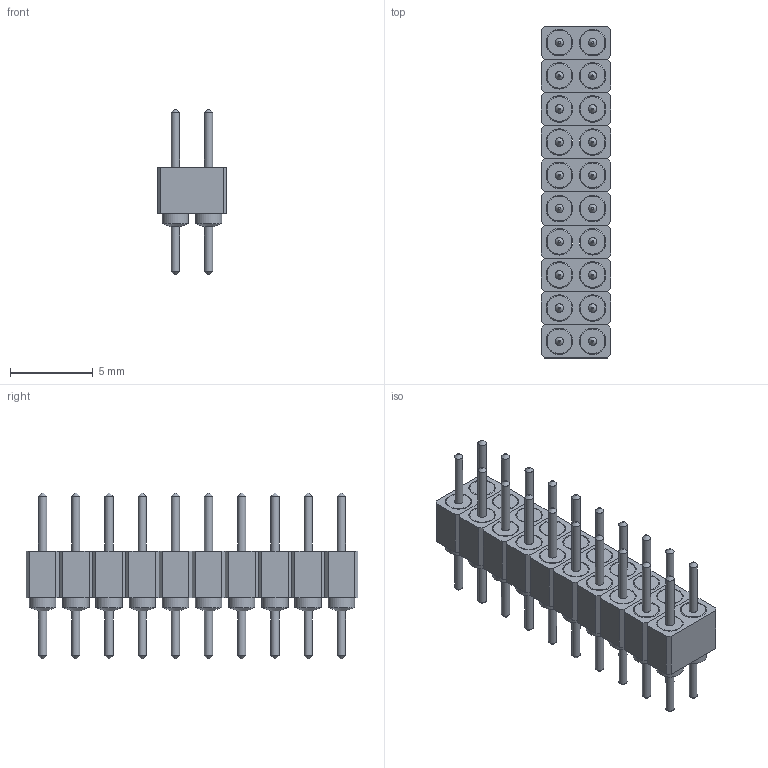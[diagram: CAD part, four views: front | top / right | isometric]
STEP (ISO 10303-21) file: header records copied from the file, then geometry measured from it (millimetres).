
FILE_DESCRIPTION(('FreeCAD Model'),'2;1');
FILE_NAME('Open CASCADE Shape Model','2025-04-20T16:06:29',(''),(''), 'Open CASCADE STEP processor 7.7','FreeCAD','Unknown');
FILE_SCHEMA(('AUTOMOTIVE_DESIGN { 1 0 10303 214 1 1 1 1 }'));
Length unit declared in the file: millimetre
Products named in the file (41): Header_male_2x6_2mm; LinkGroup009; Body027; Body028; Body029; LinkGroup006; Body018; Body019; Body020; LinkGroup007; Body021; Body022; Body023; LinkGroup008; Body024; Body025; Body026; LinkGroup005; Body015; Body016; Body017; LinkGroup004; Body012; Body013; Body014; LinkGroup003; Body009; Body010; Body011; LinkGroup002; Body006; Body007; Body008; LinkGroup001; Body003; Body004; Body005; LinkGroup; Body; Body001 ...
Assembly tree (40 placements, depth 3):
  Header_male_2x6_2mm
    LinkGroup009
      Body027
      Body028
      Body029
    LinkGroup006
      Body018
      Body019
      Body020
    LinkGroup007
      Body021
      Body022
      Body023
    LinkGroup008
      Body024
      Body025
      Body026
    LinkGroup005
      Body015
      Body016
      Body017
    LinkGroup004
      Body012
      Body013
      Body014
    LinkGroup003
      Body009
      Body010
      Body011
    LinkGroup002
      Body006
      Body007
      Body008
    LinkGroup001
      Body003
      Body004
      Body005
    LinkGroup
      Body
      Body001
      Body002
Bounding box: 4.2 x 20 x 10 mm (x, y, z)
Volume: 283.2 mm3; surface area: 1311.6 mm2
Topology: 30 solids, 30 shells, 340 faces, 640 edges, 400 vertices
Faces by surface type: plane 180, cylinder 80, cone 80
Full cylindrical faces by diameter (mm): 0.5 x40, 1.59 x20, 1.6 x20
Entity records: 17940 total; most frequent: CARTESIAN_POINT 2941, DIRECTION 2882, LINE 1520, VECTOR 1520, ORIENTED_EDGE 1280, PCURVE 1280, DEFINITIONAL_REPRESENTATION 1280, EDGE_CURVE 640
